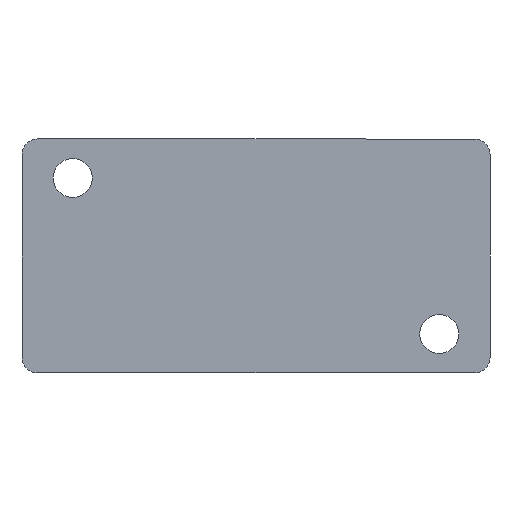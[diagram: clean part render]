
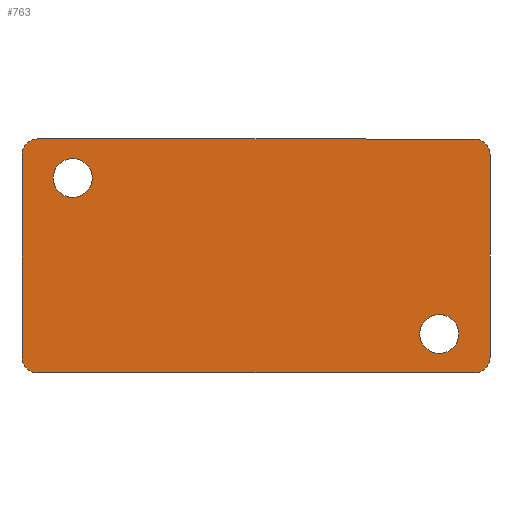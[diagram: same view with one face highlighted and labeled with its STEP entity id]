
A CAD part, left-side view. The second image highlights one B-rep face of the part: STEP entity #763.
In plain terms, the highlighted planar face has unit normal (-1, 0, 0).
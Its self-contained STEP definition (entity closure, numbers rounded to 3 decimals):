
#5 = ORIENTED_EDGE ( 'NONE', *, *, #167, .F. ) ;
#39 = DIRECTION ( 'NONE',  ( 1., 0., 0. ) ) ;
#44 = CARTESIAN_POINT ( 'NONE',  ( 0., -28., -13. ) ) ;
#59 = EDGE_CURVE ( 'NONE', #1107, #1267, #1124, .T. ) ;
#66 = DIRECTION ( 'NONE',  ( 0., 0., -1. ) ) ;
#91 = CIRCLE ( 'NONE', #1011, 2.5 ) ;
#95 = AXIS2_PLACEMENT_3D ( 'NONE', #1038, #39, #149 ) ;
#103 = VECTOR ( 'NONE', #1337, 1000. ) ;
#122 = CARTESIAN_POINT ( 'NONE',  ( 0., 30., 13. ) ) ;
#138 = DIRECTION ( 'NONE',  ( 0., 1., 0. ) ) ;
#143 = EDGE_LOOP ( 'NONE', ( #1409, #1272 ) ) ;
#148 = ORIENTED_EDGE ( 'NONE', *, *, #1110, .F. ) ;
#149 = DIRECTION ( 'NONE',  ( 0., 0., -1. ) ) ;
#152 = DIRECTION ( 'NONE',  ( 0., 0., -1. ) ) ;
#154 = AXIS2_PLACEMENT_3D ( 'NONE', #44, #945, #727 ) ;
#167 = EDGE_CURVE ( 'NONE', #1293, #326, #1328, .T. ) ;
#202 = CIRCLE ( 'NONE', #250, 2. ) ;
#215 = EDGE_CURVE ( 'NONE', #1267, #442, #202, .T. ) ;
#230 = VERTEX_POINT ( 'NONE', #354 ) ;
#238 = ORIENTED_EDGE ( 'NONE', *, *, #215, .F. ) ;
#239 = CARTESIAN_POINT ( 'NONE',  ( 0., 28., 13. ) ) ;
#250 = AXIS2_PLACEMENT_3D ( 'NONE', #239, #765, #1173 ) ;
#259 = ORIENTED_EDGE ( 'NONE', *, *, #1375, .T. ) ;
#264 = CARTESIAN_POINT ( 'NONE',  ( 0., 23.5, 10. ) ) ;
#277 = CARTESIAN_POINT ( 'NONE',  ( 0., -23.5, -10. ) ) ;
#283 = VERTEX_POINT ( 'NONE', #600 ) ;
#306 = CARTESIAN_POINT ( 'NONE',  ( 0., 30., -13. ) ) ;
#315 = ORIENTED_EDGE ( 'NONE', *, *, #790, .F. ) ;
#319 = CIRCLE ( 'NONE', #499, 2. ) ;
#326 = VERTEX_POINT ( 'NONE', #380 ) ;
#354 = CARTESIAN_POINT ( 'NONE',  ( 0., -23.5, -12.5 ) ) ;
#358 = DIRECTION ( 'NONE',  ( 0., 0., -1. ) ) ;
#374 = VERTEX_POINT ( 'NONE', #1096 ) ;
#380 = CARTESIAN_POINT ( 'NONE',  ( 0., 28., -15. ) ) ;
#397 = ORIENTED_EDGE ( 'NONE', *, *, #1396, .T. ) ;
#408 = AXIS2_PLACEMENT_3D ( 'NONE', #1376, #483, #924 ) ;
#424 = CIRCLE ( 'NONE', #513, 2. ) ;
#442 = VERTEX_POINT ( 'NONE', #1298 ) ;
#477 = VERTEX_POINT ( 'NONE', #1079 ) ;
#483 = DIRECTION ( 'NONE',  ( 1., 0., 0. ) ) ;
#487 = FACE_OUTER_BOUND ( 'NONE', #603, .T. ) ;
#497 = VERTEX_POINT ( 'NONE', #1016 ) ;
#499 = AXIS2_PLACEMENT_3D ( 'NONE', #500, #1291, #1182 ) ;
#500 = CARTESIAN_POINT ( 'NONE',  ( 0., 28., -13. ) ) ;
#513 = AXIS2_PLACEMENT_3D ( 'NONE', #1198, #1094, #766 ) ;
#526 = VECTOR ( 'NONE', #565, 1000. ) ;
#555 = CARTESIAN_POINT ( 'NONE',  ( 0., -28., -15. ) ) ;
#556 = VERTEX_POINT ( 'NONE', #780 ) ;
#565 = DIRECTION ( 'NONE',  ( 0., 0., 1. ) ) ;
#570 = VECTOR ( 'NONE', #138, 1000. ) ;
#577 = CIRCLE ( 'NONE', #1274, 2.5 ) ;
#581 = DIRECTION ( 'NONE',  ( 1., 0., 0. ) ) ;
#589 = FACE_BOUND ( 'NONE', #1095, .T. ) ;
#594 = CARTESIAN_POINT ( 'NONE',  ( 0., -23.5, -10. ) ) ;
#600 = CARTESIAN_POINT ( 'NONE',  ( 0., 23.5, 12.5 ) ) ;
#603 = EDGE_LOOP ( 'NONE', ( #967, #986, #238, #815, #148, #5, #315, #634 ) ) ;
#620 = PLANE ( 'NONE',  #408 ) ;
#634 = ORIENTED_EDGE ( 'NONE', *, *, #867, .F. ) ;
#641 = CIRCLE ( 'NONE', #1323, 2.5 ) ;
#647 = CARTESIAN_POINT ( 'NONE',  ( 0., 30., 13. ) ) ;
#721 = CARTESIAN_POINT ( 'NONE',  ( 0., -30., 13. ) ) ;
#727 = DIRECTION ( 'NONE',  ( 0., 0., -1. ) ) ;
#754 = CARTESIAN_POINT ( 'NONE',  ( 0., 28., 15. ) ) ;
#763 = ADVANCED_FACE ( 'NONE', ( #487, #589, #930 ), #620, .F. ) ;
#765 = DIRECTION ( 'NONE',  ( 1., 0., 0. ) ) ;
#766 = DIRECTION ( 'NONE',  ( 0., 0., -1. ) ) ;
#771 = EDGE_CURVE ( 'NONE', #230, #477, #91, .T. ) ;
#775 = VERTEX_POINT ( 'NONE', #1258 ) ;
#780 = CARTESIAN_POINT ( 'NONE',  ( 0., -30., -13. ) ) ;
#790 = EDGE_CURVE ( 'NONE', #556, #1293, #1087, .T. ) ;
#815 = ORIENTED_EDGE ( 'NONE', *, *, #59, .F. ) ;
#846 = CIRCLE ( 'NONE', #95, 2.5 ) ;
#867 = EDGE_CURVE ( 'NONE', #374, #556, #1288, .T. ) ;
#878 = LINE ( 'NONE', #754, #103 ) ;
#924 = DIRECTION ( 'NONE',  ( 0., 0., -1. ) ) ;
#930 = FACE_BOUND ( 'NONE', #143, .T. ) ;
#937 = VECTOR ( 'NONE', #66, 1000. ) ;
#945 = DIRECTION ( 'NONE',  ( 1., 0., 0. ) ) ;
#967 = ORIENTED_EDGE ( 'NONE', *, *, #974, .F. ) ;
#974 = EDGE_CURVE ( 'NONE', #775, #374, #424, .T. ) ;
#986 = ORIENTED_EDGE ( 'NONE', *, *, #1187, .F. ) ;
#997 = CARTESIAN_POINT ( 'NONE',  ( 0., 28., -15. ) ) ;
#1011 = AXIS2_PLACEMENT_3D ( 'NONE', #277, #1386, #152 ) ;
#1016 = CARTESIAN_POINT ( 'NONE',  ( 0., 23.5, 7.5 ) ) ;
#1038 = CARTESIAN_POINT ( 'NONE',  ( 0., 23.5, 10. ) ) ;
#1079 = CARTESIAN_POINT ( 'NONE',  ( 0., -23.5, -7.5 ) ) ;
#1087 = CIRCLE ( 'NONE', #154, 2. ) ;
#1094 = DIRECTION ( 'NONE',  ( 1., 0., 0. ) ) ;
#1095 = EDGE_LOOP ( 'NONE', ( #397, #259 ) ) ;
#1096 = CARTESIAN_POINT ( 'NONE',  ( 0., -30., 13. ) ) ;
#1107 = VERTEX_POINT ( 'NONE', #306 ) ;
#1110 = EDGE_CURVE ( 'NONE', #326, #1107, #319, .T. ) ;
#1124 = LINE ( 'NONE', #647, #526 ) ;
#1140 = DIRECTION ( 'NONE',  ( 0., 0., -1. ) ) ;
#1173 = DIRECTION ( 'NONE',  ( 0., 0., -1. ) ) ;
#1182 = DIRECTION ( 'NONE',  ( 0., 0., 1. ) ) ;
#1187 = EDGE_CURVE ( 'NONE', #442, #775, #878, .T. ) ;
#1198 = CARTESIAN_POINT ( 'NONE',  ( 0., -28., 13. ) ) ;
#1235 = DIRECTION ( 'NONE',  ( 1., 0., 0. ) ) ;
#1258 = CARTESIAN_POINT ( 'NONE',  ( 0., -28., 15. ) ) ;
#1267 = VERTEX_POINT ( 'NONE', #122 ) ;
#1272 = ORIENTED_EDGE ( 'NONE', *, *, #771, .T. ) ;
#1274 = AXIS2_PLACEMENT_3D ( 'NONE', #594, #1235, #1140 ) ;
#1288 = LINE ( 'NONE', #721, #937 ) ;
#1291 = DIRECTION ( 'NONE',  ( 1., 0., 0. ) ) ;
#1293 = VERTEX_POINT ( 'NONE', #555 ) ;
#1298 = CARTESIAN_POINT ( 'NONE',  ( 0., 28., 15. ) ) ;
#1323 = AXIS2_PLACEMENT_3D ( 'NONE', #264, #581, #358 ) ;
#1328 = LINE ( 'NONE', #997, #570 ) ;
#1337 = DIRECTION ( 'NONE',  ( 0., -1., 0. ) ) ;
#1366 = EDGE_CURVE ( 'NONE', #477, #230, #577, .T. ) ;
#1375 = EDGE_CURVE ( 'NONE', #497, #283, #846, .T. ) ;
#1376 = CARTESIAN_POINT ( 'NONE',  ( 0., 0., 0. ) ) ;
#1386 = DIRECTION ( 'NONE',  ( 1., 0., 0. ) ) ;
#1396 = EDGE_CURVE ( 'NONE', #283, #497, #641, .T. ) ;
#1409 = ORIENTED_EDGE ( 'NONE', *, *, #1366, .T. ) ;
